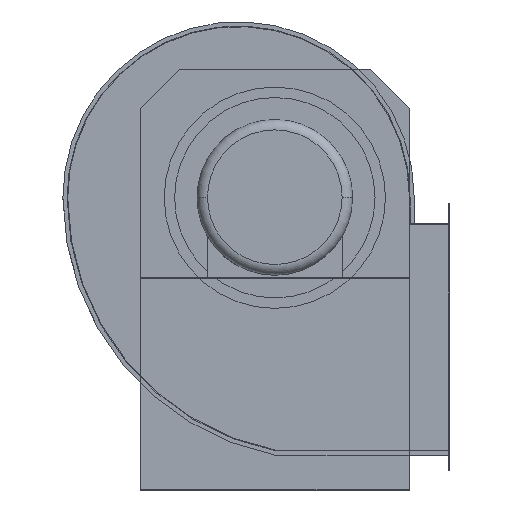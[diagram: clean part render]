
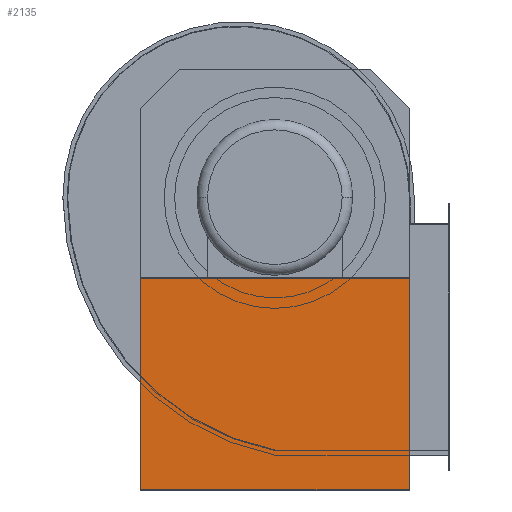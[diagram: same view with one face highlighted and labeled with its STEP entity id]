
A CAD part, top view. The second image highlights one B-rep face of the part: STEP entity #2135.
In plain terms, the highlighted planar face has unit normal (0, 0, 1).
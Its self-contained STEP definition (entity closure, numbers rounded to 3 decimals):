
#184 = VERTEX_POINT ( 'NONE', #2888 ) ;
#280 = DIRECTION ( 'NONE',  ( -1., 0., 0. ) ) ;
#295 = LINE ( 'NONE', #1397, #1118 ) ;
#352 = VERTEX_POINT ( 'NONE', #1191 ) ;
#499 = VECTOR ( 'NONE', #986, 1000. ) ;
#579 = EDGE_CURVE ( 'NONE', #4249, #184, #4629, .T. ) ;
#625 = EDGE_CURVE ( 'NONE', #767, #352, #295, .T. ) ;
#767 = VERTEX_POINT ( 'NONE', #2381 ) ;
#794 = VECTOR ( 'NONE', #2504, 1000. ) ;
#912 = LINE ( 'NONE', #4448, #1230 ) ;
#986 = DIRECTION ( 'NONE',  ( 0., 1., 0. ) ) ;
#1022 = CARTESIAN_POINT ( 'NONE',  ( -257.8, -154.2, 0.2 ) ) ;
#1028 = DIRECTION ( 'NONE',  ( 0., 0., -1. ) ) ;
#1057 = CARTESIAN_POINT ( 'NONE',  ( 0., -559.8, 0.2 ) ) ;
#1089 = AXIS2_PLACEMENT_3D ( 'NONE', #4246, #1028, #3493 ) ;
#1118 = VECTOR ( 'NONE', #1769, 1000. ) ;
#1160 = CARTESIAN_POINT ( 'NONE',  ( 257.8, -154.2, 0.2 ) ) ;
#1180 = DIRECTION ( 'NONE',  ( 0., 1., 0. ) ) ;
#1191 = CARTESIAN_POINT ( 'NONE',  ( -181., -559.8, 0.2 ) ) ;
#1230 = VECTOR ( 'NONE', #1180, 1000. ) ;
#1368 = CARTESIAN_POINT ( 'NONE',  ( 181., 0., 0.2 ) ) ;
#1397 = CARTESIAN_POINT ( 'NONE',  ( -181., 0., 0.2 ) ) ;
#1400 = EDGE_CURVE ( 'NONE', #3837, #3350, #3529, .T. ) ;
#1528 = ORIENTED_EDGE ( 'NONE', *, *, #3319, .F. ) ;
#1537 = CARTESIAN_POINT ( 'NONE',  ( 258., -560., 0.2 ) ) ;
#1652 = CARTESIAN_POINT ( 'NONE',  ( 0., -559.8, 0.2 ) ) ;
#1653 = ORIENTED_EDGE ( 'NONE', *, *, #579, .T. ) ;
#1769 = DIRECTION ( 'NONE',  ( 0., 1., 0. ) ) ;
#1770 = LINE ( 'NONE', #1057, #794 ) ;
#1793 = ORIENTED_EDGE ( 'NONE', *, *, #3586, .F. ) ;
#1820 = VECTOR ( 'NONE', #280, 1000. ) ;
#1878 = ORIENTED_EDGE ( 'NONE', *, *, #2910, .F. ) ;
#2111 = LINE ( 'NONE', #1652, #1820 ) ;
#2135 = ADVANCED_FACE ( 'NONE', ( #4221 ), #4317, .F. ) ;
#2334 = VECTOR ( 'NONE', #3078, 1000. ) ;
#2346 = EDGE_CURVE ( 'NONE', #2893, #2486, #912, .T. ) ;
#2381 = CARTESIAN_POINT ( 'NONE',  ( -181., -560., 0.2 ) ) ;
#2446 = CARTESIAN_POINT ( 'NONE',  ( 181., -560., 0.2 ) ) ;
#2486 = VERTEX_POINT ( 'NONE', #1022 ) ;
#2504 = DIRECTION ( 'NONE',  ( -1., 0., 0. ) ) ;
#2753 = EDGE_LOOP ( 'NONE', ( #4081, #2930, #1528, #4680, #1793, #1653, #1878, #3523 ) ) ;
#2849 = CARTESIAN_POINT ( 'NONE',  ( -257.8, -154.2, 0.2 ) ) ;
#2888 = CARTESIAN_POINT ( 'NONE',  ( 181., -559.8, 0.2 ) ) ;
#2893 = VERTEX_POINT ( 'NONE', #4326 ) ;
#2910 = EDGE_CURVE ( 'NONE', #3350, #184, #1770, .T. ) ;
#2930 = ORIENTED_EDGE ( 'NONE', *, *, #2346, .F. ) ;
#3078 = DIRECTION ( 'NONE',  ( -1., 0., 0. ) ) ;
#3136 = DIRECTION ( 'NONE',  ( 0., -1., 0. ) ) ;
#3178 = VECTOR ( 'NONE', #3136, 1000. ) ;
#3186 = LINE ( 'NONE', #2849, #4272 ) ;
#3319 = EDGE_CURVE ( 'NONE', #352, #2893, #2111, .T. ) ;
#3337 = LINE ( 'NONE', #1537, #2334 ) ;
#3350 = VERTEX_POINT ( 'NONE', #3540 ) ;
#3493 = DIRECTION ( 'NONE',  ( -1., 0., 0. ) ) ;
#3523 = ORIENTED_EDGE ( 'NONE', *, *, #1400, .F. ) ;
#3529 = LINE ( 'NONE', #3580, #3178 ) ;
#3540 = CARTESIAN_POINT ( 'NONE',  ( 257.8, -559.8, 0.2 ) ) ;
#3580 = CARTESIAN_POINT ( 'NONE',  ( 257.8, 0., 0.2 ) ) ;
#3586 = EDGE_CURVE ( 'NONE', #4249, #767, #3337, .T. ) ;
#3677 = EDGE_CURVE ( 'NONE', #2486, #3837, #3186, .T. ) ;
#3837 = VERTEX_POINT ( 'NONE', #1160 ) ;
#4081 = ORIENTED_EDGE ( 'NONE', *, *, #3677, .F. ) ;
#4221 = FACE_OUTER_BOUND ( 'NONE', #2753, .T. ) ;
#4246 = CARTESIAN_POINT ( 'NONE',  ( 0., 0., 0.2 ) ) ;
#4249 = VERTEX_POINT ( 'NONE', #2446 ) ;
#4272 = VECTOR ( 'NONE', #4319, 1000. ) ;
#4317 = PLANE ( 'NONE',  #1089 ) ;
#4319 = DIRECTION ( 'NONE',  ( 1., 0., 0. ) ) ;
#4326 = CARTESIAN_POINT ( 'NONE',  ( -257.8, -559.8, 0.2 ) ) ;
#4448 = CARTESIAN_POINT ( 'NONE',  ( -257.8, 0., 0.2 ) ) ;
#4629 = LINE ( 'NONE', #1368, #499 ) ;
#4680 = ORIENTED_EDGE ( 'NONE', *, *, #625, .F. ) ;
